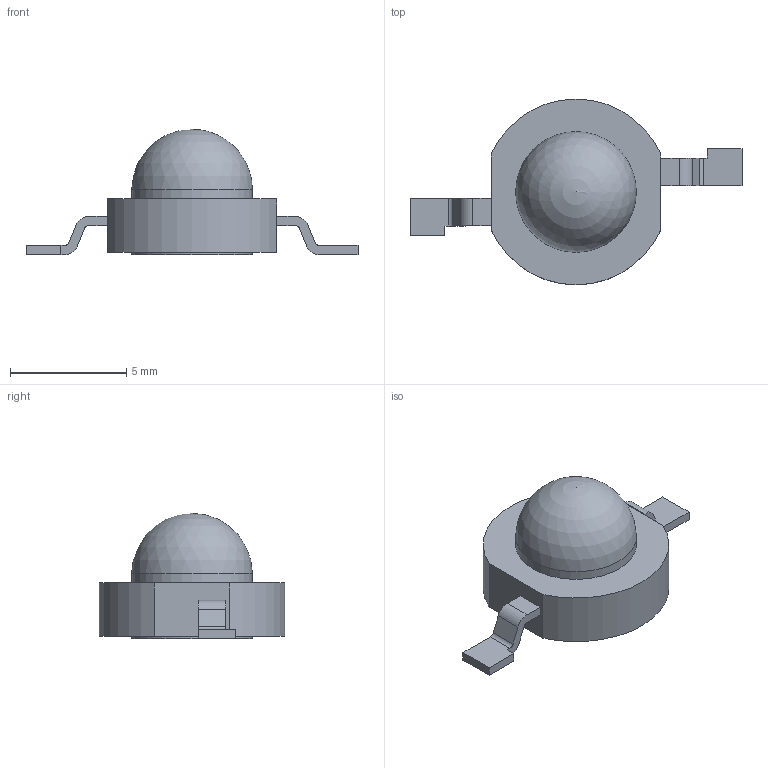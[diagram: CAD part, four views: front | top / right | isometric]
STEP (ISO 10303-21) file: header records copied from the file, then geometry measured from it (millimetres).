
FILE_DESCRIPTION(/* description */ (''),/* implementation_level */ '2;1');
FILE_NAME(/* name */ 'WTN-3W-19 LED.stp',/* time_stamp */ '2017-11-03T11:33:08+01:00',/* author */ ('Dominic'),/* organization */ (''),/* preprocessor_version */ 'ST-DEVELOPER v16.5',/* originating_system */ 'Autodesk Inventor 2017',/* authorisation */ '');
FILE_SCHEMA (('AUTOMOTIVE_DESIGN { 1 0 10303 214 3 1 1 }'));
Length unit declared in the file: millimetre
Products named in the file (1): WTN-3W-19 LED
Bounding box: 14.3 x 8 x 5.4 mm (x, y, z)
Volume: 165.3 mm3; surface area: 327.5 mm2
Topology: 6 solids, 6 shells, 47 faces, 107 edges, 71 vertices
Faces by surface type: plane 33, cylinder 13, sphere 1
Full cylindrical faces by diameter (mm): 4 x1, 5.2 x2
Entity records: 1337 total; most frequent: DIRECTION 224, CARTESIAN_POINT 220, ORIENTED_EDGE 204, EDGE_CURVE 102, LINE 76, VECTOR 76, AXIS2_PLACEMENT_3D 74, VERTEX_POINT 70
